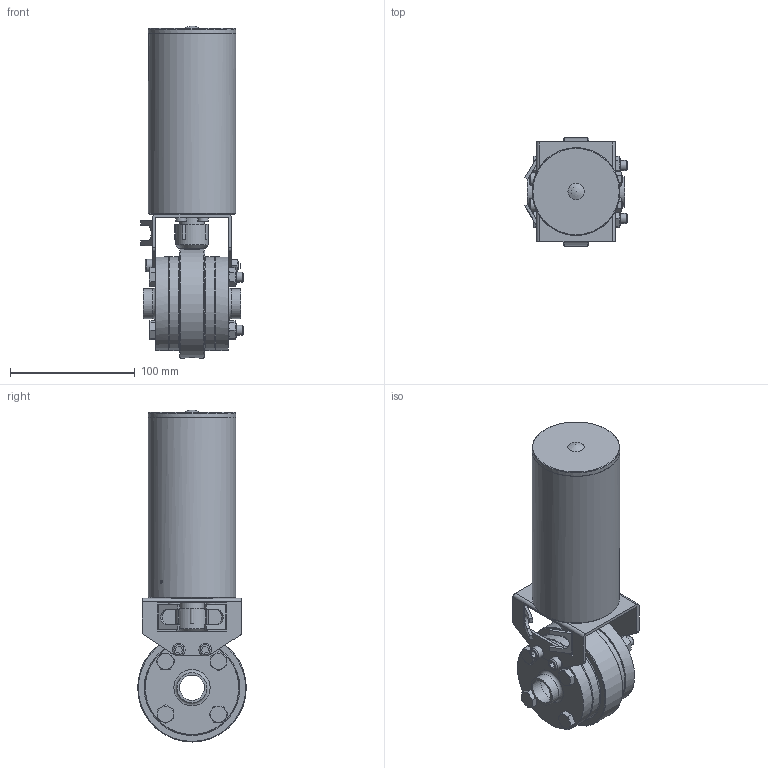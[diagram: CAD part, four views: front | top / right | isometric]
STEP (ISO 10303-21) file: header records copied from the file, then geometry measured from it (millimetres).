
FILE_DESCRIPTION(/* description */ (''),/* implementation_level */ '2;1');
FILE_NAME(/* name */ '56040020XX20.stp',/* time_stamp */ '2021-01-29T12:40:22+01:00',/* author */ ('culbrich'),/* organization */ (''),/* preprocessor_version */ 'ST-DEVELOPER v18',/* originating_system */ 'Autodesk Inventor 2020',/* authorisation */ '');
FILE_SCHEMA (('CONFIG_CONTROL_DESIGN'));
Length unit declared in the file: millimetre
Products named in the file (1): 56040020XX20
Bounding box: 82.1 x 87 x 266.08 mm (x, y, z)
Volume: 456419.9 mm3; surface area: 157399.4 mm2
Topology: 2 solids, 2 shells, 467 faces, 1291 edges, 869 vertices
Faces by surface type: plane 261, cylinder 103, cone 74, torus 28, bspline 1
Full cylindrical faces by diameter (mm): 2.5 x1, 5.2 x4, 6 x5, 7 x1, 7.2 x2, 8 x4, 8.5 x4, 9 x1, 10 x4, 10.2 x1, 11.4 x4, 12.2 x2, 18.5 x1, 19 x3, 19.5 x1, 20 x5, 22.3 x2, 23 x1, 24 x2, 26 x2, 26.3 x1, 26.6 x1, 28 x1, 29.5 x2, 40.2 x2, 65 x1, 65.9 x2, 66 x1, 70 x1, 70.2 x1
Entity records: 16025 total; most frequent: CARTESIAN_POINT 3573, DIRECTION 2607, ORIENTED_EDGE 2566, EDGE_CURVE 1283, AXIS2_PLACEMENT_3D 1043, VERTEX_POINT 869, CIRCLE 576, EDGE_LOOP 538
